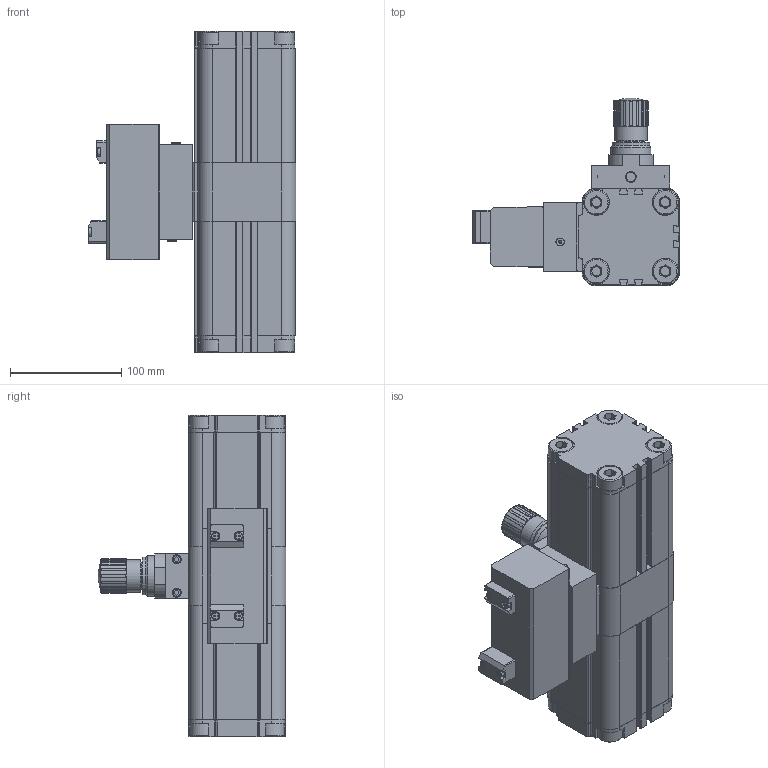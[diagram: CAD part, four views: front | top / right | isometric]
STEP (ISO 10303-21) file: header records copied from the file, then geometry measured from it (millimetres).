
FILE_DESCRIPTION(/* description */ ('STEP AP214'),/* implementation_level */ '2;1');
FILE_NAME(/* name */ '549399_DPA-63-10-A',/* time_stamp */ '2024-08-20T19:19:30+02:00',/* author */ ('License CC BY-ND 4.0'),/* organization */ ('CADENAS'),/* preprocessor_version */ 'ST-DEVELOPER v19.3',/* originating_system */ 'PARTsolutions',/* authorisation */ ' ');
FILE_SCHEMA (('PROCESS_PLANNING_SCHEMA','AUTOMOTIVE_DESIGN {1 0 10303 214 3 1 1}'));
Length unit declared in the file: millimetre
Products named in the file (2): 549399 DPA-63-10-A; 184518 DPA-63-10-2
Assembly tree (1 placements, depth 2):
  549399 DPA-63-10-A
    184518 DPA-63-10-2
Bounding box: 186.7 x 169 x 289 mm (x, y, z)
Volume: 2721834.7 mm3; surface area: 198543.7 mm2
Topology: 1 solids, 1 shells, 932 faces, 2466 edges, 1602 vertices
Faces by surface type: plane 593, cylinder 281, cone 46, torus 11, sphere 1
Full cylindrical faces by diameter (mm): 2.459 x2, 4.134 x2, 7 x2, 7.4 x8, 8 x8, 8.376 x8, 8.566 x2, 14.95 x3, 23 x8, 24.5 x1, 29.6 x1, 33.9 x1, 36 x1
Entity records: 34825 total; most frequent: CARTESIAN_POINT 5147, DIRECTION 4829, ORIENTED_EDGE 4718, EDGE_CURVE 2359, AXIS2_PLACEMENT_3D 1624, VERTEX_POINT 1590, LINE 1581, VECTOR 1581
